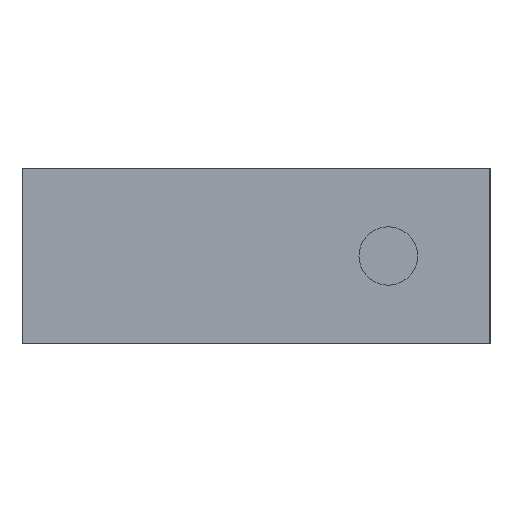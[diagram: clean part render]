
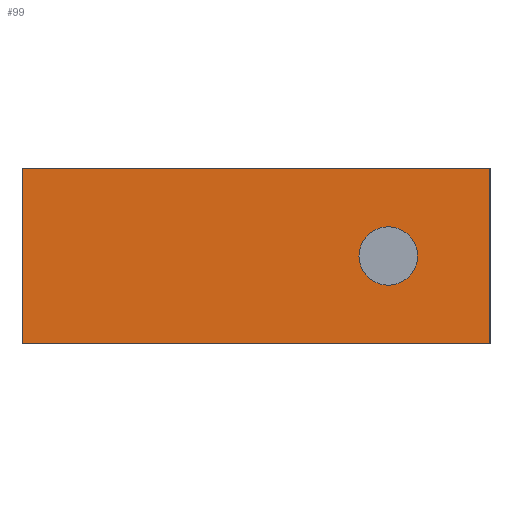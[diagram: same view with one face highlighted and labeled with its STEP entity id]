
A CAD part, front view. The second image highlights one B-rep face of the part: STEP entity #99.
In plain terms, the highlighted face is planar.
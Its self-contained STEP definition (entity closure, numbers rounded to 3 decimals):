
#1 = ORIENTED_EDGE ( 'NONE', *, *, #7, .F. ) ;
#7 = EDGE_CURVE ( 'NONE', #80, #326, #794, .T. ) ;
#11 = CARTESIAN_POINT ( 'NONE',  ( -6., 4., 1.5 ) ) ;
#59 = DIRECTION ( 'NONE',  ( 0., 0., -1. ) ) ;
#68 = FACE_OUTER_BOUND ( 'NONE', #918, .T. ) ;
#80 = VERTEX_POINT ( 'NONE', #126 ) ;
#91 = ORIENTED_EDGE ( 'NONE', *, *, #688, .T. ) ;
#99 = ADVANCED_FACE ( 'NONE', ( #68 ), #387, .F. ) ;
#111 = DIRECTION ( 'NONE',  ( 0., 0., -1. ) ) ;
#126 = CARTESIAN_POINT ( 'NONE',  ( -6., 4., 1.5 ) ) ;
#178 = EDGE_CURVE ( 'NONE', #80, #469, #257, .T. ) ;
#257 = LINE ( 'NONE', #11, #540 ) ;
#326 = VERTEX_POINT ( 'NONE', #798 ) ;
#328 = DIRECTION ( 'NONE',  ( 0., -1., 0. ) ) ;
#387 = PLANE ( 'NONE',  #594 ) ;
#432 = ORIENTED_EDGE ( 'NONE', *, *, #628, .F. ) ;
#451 = LINE ( 'NONE', #705, #586 ) ;
#466 = CARTESIAN_POINT ( 'NONE',  ( -6., -4., 1.5 ) ) ;
#469 = VERTEX_POINT ( 'NONE', #746 ) ;
#502 = ORIENTED_EDGE ( 'NONE', *, *, #178, .T. ) ;
#540 = VECTOR ( 'NONE', #866, 1000. ) ;
#546 = VERTEX_POINT ( 'NONE', #840 ) ;
#550 = LINE ( 'NONE', #837, #905 ) ;
#586 = VECTOR ( 'NONE', #780, 1000. ) ;
#594 = AXIS2_PLACEMENT_3D ( 'NONE', #884, #824, #111 ) ;
#603 = VECTOR ( 'NONE', #328, 1000. ) ;
#628 = EDGE_CURVE ( 'NONE', #326, #546, #550, .T. ) ;
#688 = EDGE_CURVE ( 'NONE', #469, #546, #451, .T. ) ;
#705 = CARTESIAN_POINT ( 'NONE',  ( -6., -4., -1.5 ) ) ;
#746 = CARTESIAN_POINT ( 'NONE',  ( -6., 4., -1.5 ) ) ;
#780 = DIRECTION ( 'NONE',  ( 0., -1., 0. ) ) ;
#794 = LINE ( 'NONE', #466, #603 ) ;
#798 = CARTESIAN_POINT ( 'NONE',  ( -6., -4., 1.5 ) ) ;
#824 = DIRECTION ( 'NONE',  ( 1., 0., 0. ) ) ;
#837 = CARTESIAN_POINT ( 'NONE',  ( -6., -4., 1.5 ) ) ;
#840 = CARTESIAN_POINT ( 'NONE',  ( -6., -4., -1.5 ) ) ;
#866 = DIRECTION ( 'NONE',  ( 0., 0., -1. ) ) ;
#884 = CARTESIAN_POINT ( 'NONE',  ( -6., -4., 1.5 ) ) ;
#905 = VECTOR ( 'NONE', #59, 1000. ) ;
#918 = EDGE_LOOP ( 'NONE', ( #91, #432, #1, #502 ) ) ;
